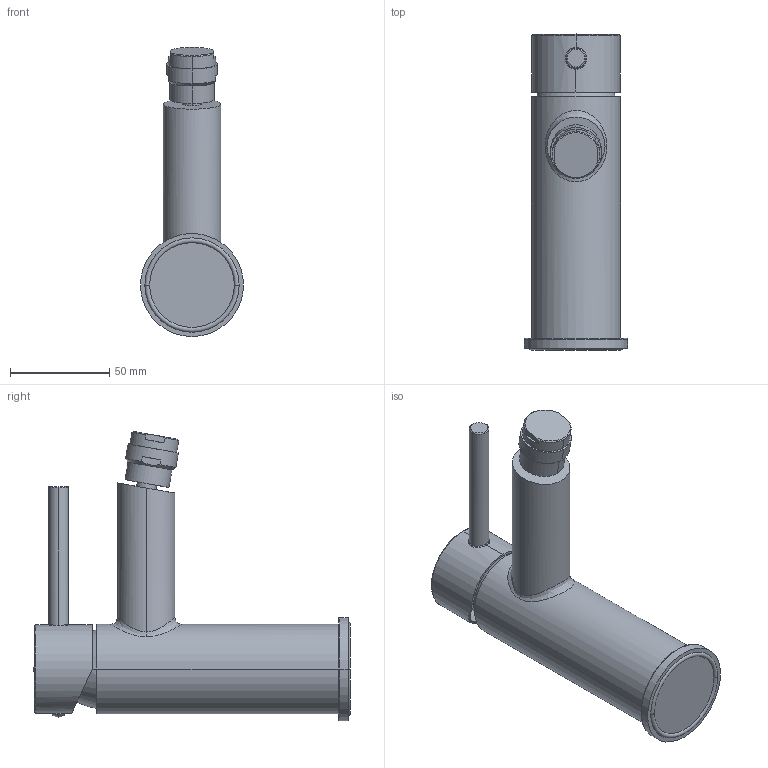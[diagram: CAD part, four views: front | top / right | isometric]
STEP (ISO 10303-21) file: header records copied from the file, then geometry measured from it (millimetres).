
FILE_DESCRIPTION((''),'2;1');
FILE_NAME('SK135HCR','2021-01-15T16:41:05',('ut3'),('PAFFONI SpA'),'CREO PARAMETRIC BY PTC INC, 2020044','CREO PARAMETRIC BY PTC INC, 2020044','');
FILE_SCHEMA(('CONFIG_CONTROL_DESIGN','SHAPE_APPEARANCE_LAYERS_GROUPS'));
Length unit declared in the file: millimetre
Products named in the file (1): SK135HCR
Bounding box: 52 x 159.46 x 145.88 mm (x, y, z)
Volume: 293850.1 mm3; surface area: 45551.4 mm2
Topology: 3 solids, 3 shells, 193 faces, 437 edges, 258 vertices
Faces by surface type: plane 54, cylinder 50, torus 26, bspline 26, cone 19, sphere 18
Entity records: 9793 total; most frequent: CARTESIAN_POINT 4141, DIRECTION 876, ORIENTED_EDGE 866, EDGE_CURVE 433, AXIS2_PLACEMENT_3D 368, VERTEX_POINT 258, FILL_AREA_STYLE_COLOUR 208, FILL_AREA_STYLE 208
